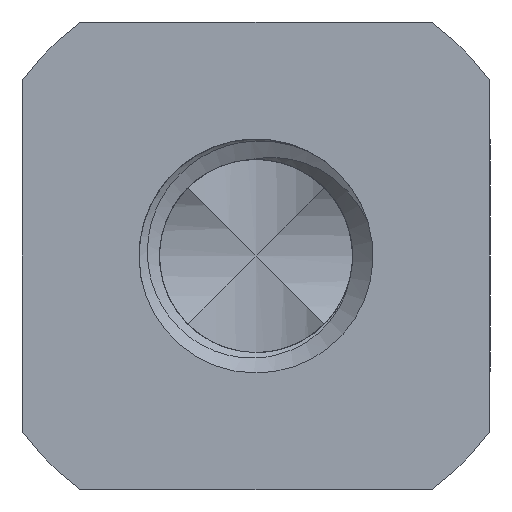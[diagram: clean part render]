
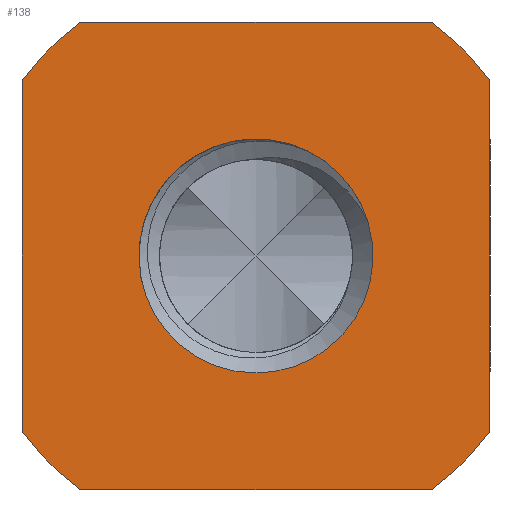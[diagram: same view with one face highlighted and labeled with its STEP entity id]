
A CAD part, front view. The second image highlights one B-rep face of the part: STEP entity #138.
In plain terms, the highlighted planar face has unit normal (0, -1, 0).
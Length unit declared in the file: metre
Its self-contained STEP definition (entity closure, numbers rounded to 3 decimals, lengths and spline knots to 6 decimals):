
#138 = ADVANCED_FACE( 'NONE', ( #381, #382 ), #383, .F. );
#381 = FACE_OUTER_BOUND( '', #790, .T. );
#382 = FACE_BOUND( '', #791, .T. );
#383 = PLANE( '', #792 );
#790 = EDGE_LOOP( '', ( #2657, #2658, #2659, #2660, #2661, #2662, #2663, #2664 ) );
#791 = EDGE_LOOP( '', ( #2665, #2666 ) );
#792 = AXIS2_PLACEMENT_3D( '', #2667, #2668, #2669 );
#2657 = ORIENTED_EDGE( '', *, *, #4020, .F. );
#2658 = ORIENTED_EDGE( '', *, *, #4021, .F. );
#2659 = ORIENTED_EDGE( '', *, *, #4022, .F. );
#2660 = ORIENTED_EDGE( '', *, *, #4023, .F. );
#2661 = ORIENTED_EDGE( '', *, *, #4024, .T. );
#2662 = ORIENTED_EDGE( '', *, *, #4025, .F. );
#2663 = ORIENTED_EDGE( '', *, *, #4026, .T. );
#2664 = ORIENTED_EDGE( '', *, *, #4027, .F. );
#2665 = ORIENTED_EDGE( '', *, *, #4028, .T. );
#2666 = ORIENTED_EDGE( '', *, *, #4029, .T. );
#2667 = CARTESIAN_POINT( '', ( 0., -0.004, 0. ) );
#2668 = DIRECTION( '', ( 0., 1., 0. ) );
#2669 = DIRECTION( '', ( 1., 0., 0. ) );
#4020 = EDGE_CURVE( 'NONE', #4635, #4636, #4637, .T. );
#4021 = EDGE_CURVE( 'NONE', #4638, #4635, #4639, .T. );
#4022 = EDGE_CURVE( 'NONE', #4640, #4638, #4641, .T. );
#4023 = EDGE_CURVE( 'NONE', #4642, #4640, #4643, .T. );
#4024 = EDGE_CURVE( 'NONE', #4642, #4644, #4645, .T. );
#4025 = EDGE_CURVE( 'NONE', #4646, #4644, #4647, .T. );
#4026 = EDGE_CURVE( 'NONE', #4646, #4648, #4649, .T. );
#4027 = EDGE_CURVE( 'NONE', #4636, #4648, #4650, .T. );
#4028 = EDGE_CURVE( 'NONE', #4651, #4652, #4653, .T. );
#4029 = EDGE_CURVE( 'NONE', #4652, #4651, #4654, .T. );
#4635 = VERTEX_POINT( 'NONE', #5643 );
#4636 = VERTEX_POINT( 'NONE', #5644 );
#4637 = LINE( '', #5645, #5646 );
#4638 = VERTEX_POINT( 'NONE', #5647 );
#4639 = CIRCLE( '', #5648, 0.005 );
#4640 = VERTEX_POINT( 'NONE', #5649 );
#4641 = LINE( '', #5650, #5651 );
#4642 = VERTEX_POINT( 'NONE', #5652 );
#4643 = CIRCLE( '', #5653, 0.005 );
#4644 = VERTEX_POINT( 'NONE', #5654 );
#4645 = LINE( '', #5655, #5656 );
#4646 = VERTEX_POINT( 'NONE', #5657 );
#4647 = CIRCLE( '', #5658, 0.005 );
#4648 = VERTEX_POINT( 'NONE', #5659 );
#4649 = LINE( '', #5660, #5661 );
#4650 = CIRCLE( '', #5662, 0.005 );
#4651 = VERTEX_POINT( 'NONE', #5663 );
#4652 = VERTEX_POINT( 'NONE', #5664 );
#4653 = CIRCLE( '', #5665, 0.002 );
#4654 = CIRCLE( '', #5666, 0.002 );
#5643 = CARTESIAN_POINT( '', ( -0.003, -0.004, 0.004 ) );
#5644 = CARTESIAN_POINT( '', ( 0.003, -0.004, 0.004 ) );
#5645 = CARTESIAN_POINT( '', ( 0., -0.004, 0.004 ) );
#5646 = VECTOR( '', #10200, 1. );
#5647 = CARTESIAN_POINT( '', ( -0.004, -0.004, 0.003 ) );
#5648 = AXIS2_PLACEMENT_3D( '', #10201, #10202, #10203 );
#5649 = CARTESIAN_POINT( '', ( -0.004, -0.004, -0.003 ) );
#5650 = CARTESIAN_POINT( '', ( -0.004, -0.004, 0. ) );
#5651 = VECTOR( '', #10204, 1. );
#5652 = CARTESIAN_POINT( '', ( -0.003, -0.004, -0.004 ) );
#5653 = AXIS2_PLACEMENT_3D( '', #10205, #10206, #10207 );
#5654 = CARTESIAN_POINT( '', ( 0.003, -0.004, -0.004 ) );
#5655 = CARTESIAN_POINT( '', ( 0., -0.004, -0.004 ) );
#5656 = VECTOR( '', #10208, 1. );
#5657 = CARTESIAN_POINT( '', ( 0.004, -0.004, -0.003 ) );
#5658 = AXIS2_PLACEMENT_3D( '', #10209, #10210, #10211 );
#5659 = CARTESIAN_POINT( '', ( 0.004, -0.004, 0.003 ) );
#5660 = CARTESIAN_POINT( '', ( 0.004, -0.004, 0. ) );
#5661 = VECTOR( '', #10212, 1. );
#5662 = AXIS2_PLACEMENT_3D( '', #10213, #10214, #10215 );
#5663 = CARTESIAN_POINT( '', ( 0.000919, -0.004, 0.001776 ) );
#5664 = CARTESIAN_POINT( '', ( 0.001913, -0.004, 0.000585 ) );
#5665 = AXIS2_PLACEMENT_3D( '', #10216, #10217, #10218 );
#5666 = AXIS2_PLACEMENT_3D( '', #10219, #10220, #10221 );
#10200 = DIRECTION( '', ( 1., 0., 0. ) );
#10201 = CARTESIAN_POINT( '', ( 0., -0.004, 0. ) );
#10202 = DIRECTION( '', ( 0., 1., 0. ) );
#10203 = DIRECTION( '', ( 0., 0., 1. ) );
#10204 = DIRECTION( '', ( 0., 0., 1. ) );
#10205 = CARTESIAN_POINT( '', ( 0., -0.004, 0. ) );
#10206 = DIRECTION( '', ( 0., 1., 0. ) );
#10207 = DIRECTION( '', ( 0., 0., 1. ) );
#10208 = DIRECTION( '', ( 1., 0., 0. ) );
#10209 = CARTESIAN_POINT( '', ( 0., -0.004, 0. ) );
#10210 = DIRECTION( '', ( 0., 1., 0. ) );
#10211 = DIRECTION( '', ( 0., 0., 1. ) );
#10212 = DIRECTION( '', ( 0., 0., 1. ) );
#10213 = CARTESIAN_POINT( '', ( 0., -0.004, 0. ) );
#10214 = DIRECTION( '', ( 0., 1., 0. ) );
#10215 = DIRECTION( '', ( 0., 0., 1. ) );
#10216 = CARTESIAN_POINT( '', ( 0., -0.004, 0. ) );
#10217 = DIRECTION( '', ( 0., 1., 0. ) );
#10218 = DIRECTION( '', ( 0., 0., 1. ) );
#10219 = CARTESIAN_POINT( '', ( 0., -0.004, 0. ) );
#10220 = DIRECTION( '', ( 0., 1., 0. ) );
#10221 = DIRECTION( '', ( 0., 0., 1. ) );
